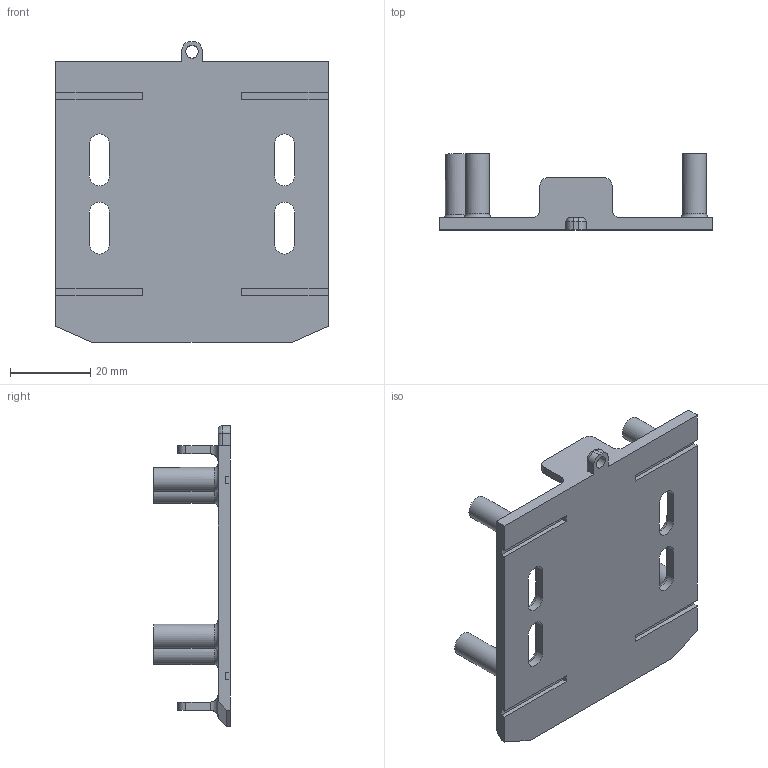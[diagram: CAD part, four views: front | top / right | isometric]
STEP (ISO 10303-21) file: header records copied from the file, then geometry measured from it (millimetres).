
FILE_DESCRIPTION(/* description */ (''),/* implementation_level */ '2;1');
FILE_NAME(/* name */ 'Podstawa.stp',/* time_stamp */ '2025-04-26T20:05:25+02:00',/* author */ ('isan'),/* organization */ (''),/* preprocessor_version */ 'ST-DEVELOPER v20.1',/* originating_system */ 'Autodesk Inventor 2026',/* authorisation */ '');
FILE_SCHEMA (('AUTOMOTIVE_DESIGN { 1 0 10303 214 3 1 1 }'));
Length unit declared in the file: millimetre
Products named in the file (1): Podstawa
Bounding box: 68 x 19 x 75 mm (x, y, z)
Volume: 15438.7 mm3; surface area: 12605.3 mm2
Topology: 1 solids, 1 shells, 121 faces, 307 edges, 195 vertices
Faces by surface type: plane 58, cylinder 43, torus 12, bspline 4, cone 4
Full cylindrical faces by diameter (mm): 2.4 x2, 3 x4, 3.15 x1, 6 x4
Entity records: 3797 total; most frequent: CARTESIAN_POINT 729, DIRECTION 650, ORIENTED_EDGE 614, EDGE_CURVE 307, AXIS2_PLACEMENT_3D 233, VERTEX_POINT 194, LINE 184, VECTOR 184
